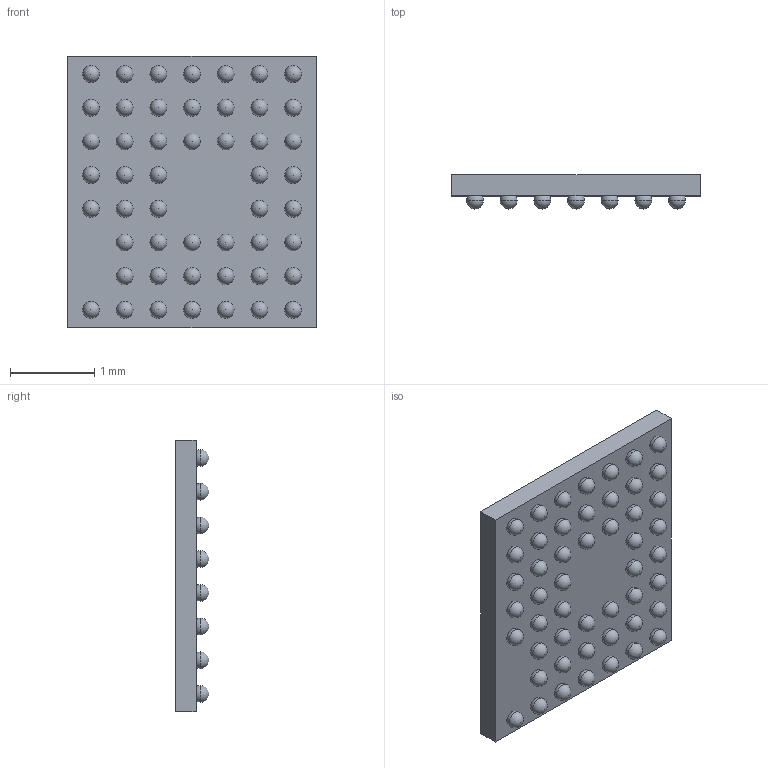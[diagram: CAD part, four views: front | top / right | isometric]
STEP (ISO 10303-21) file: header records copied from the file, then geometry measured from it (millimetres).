
FILE_DESCRIPTION (( 'STEP AP214' ), '1' );
FILE_NAME ('NRF52832-CIAA-R.STEP', '2020-06-20T22:48:43', ( '' ), ( '' ), 'SwSTEP 2.0', 'SolidWorks 2017', '' );
FILE_SCHEMA (( 'AUTOMOTIVE_DESIGN' ));
Length unit declared in the file: millimetre
Products named in the file (1): NRF52832-CIAA-R
Bounding box: 2.96 x 0.4 x 3.23 mm (x, y, z)
Volume: 2.6 mm3; surface area: 28.4 mm2
Topology: 52 solids, 52 shells, 163 faces, 424 edges, 316 vertices
Faces by surface type: sphere 100, plane 59, cylinder 4
Entity records: 4319 total; most frequent: DIRECTION 760, CARTESIAN_POINT 604, ORIENTED_EDGE 448, AXIS2_PLACEMENT_3D 372, EDGE_CURVE 224, VERTEX_POINT 216, EDGE_LOOP 214, CIRCLE 208
